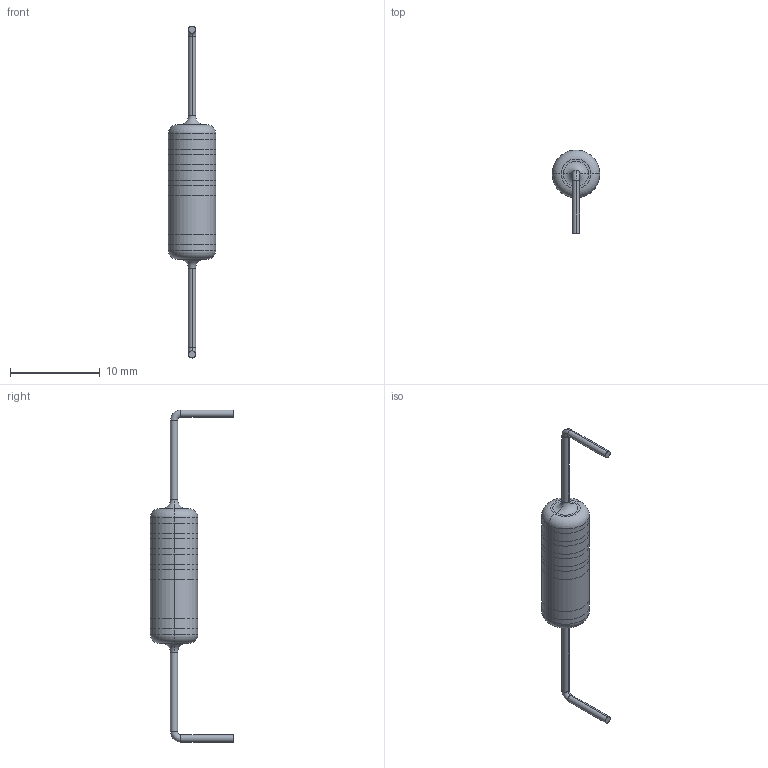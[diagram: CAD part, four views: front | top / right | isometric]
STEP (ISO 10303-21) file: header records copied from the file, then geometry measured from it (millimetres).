
FILE_DESCRIPTION (( 'STEP AP214' ), '1' );
FILE_NAME ('MOX61027505FE.STEP', '2025-05-16T14:50:39', ( '' ), ( '' ), 'SwSTEP 2.0', 'SolidWorks 2023', '' );
FILE_SCHEMA (( 'AUTOMOTIVE_DESIGN' ));
Length unit declared in the file: millimetre
Products named in the file (1): MOX61027505FE
Bounding box: 5.3 x 9.3 x 37 mm (x, y, z)
Volume: 343.1 mm3; surface area: 828.4 mm2
Topology: 13 solids, 13 shells, 68 faces, 114 edges, 72 vertices
Faces by surface type: cylinder 30, plane 26, torus 12
Entity records: 2505 total; most frequent: DIRECTION 336, CARTESIAN_POINT 255, ORIENTED_EDGE 228, AXIS2_PLACEMENT_3D 153, EDGE_CURVE 114, CIRCLE 84, UNCERTAINTY_MEASURE_WITH_UNIT 82, SURFACE_SIDE_STYLE 81
